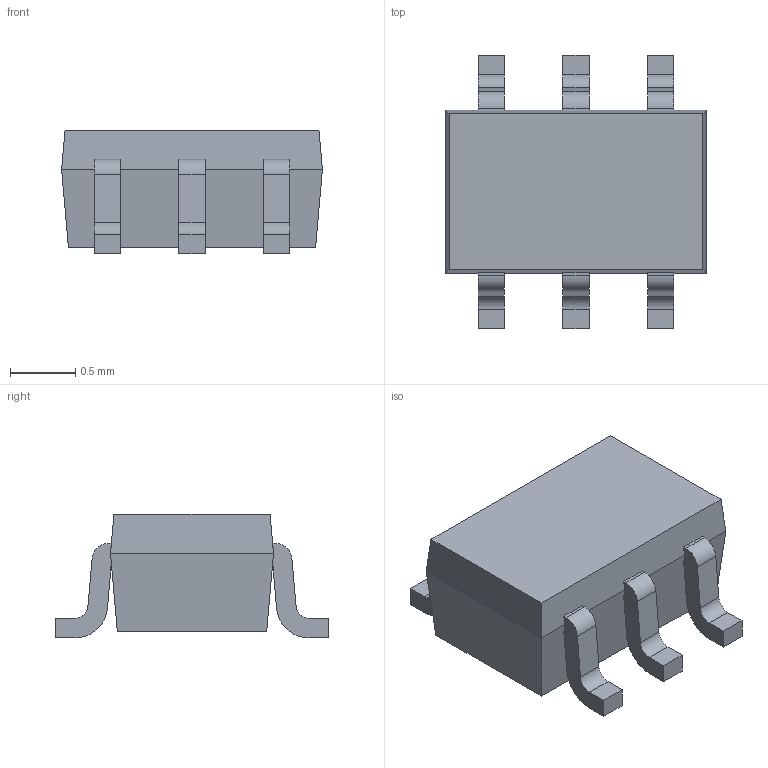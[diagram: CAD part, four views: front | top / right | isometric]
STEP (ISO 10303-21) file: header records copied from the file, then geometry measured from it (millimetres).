
FILE_DESCRIPTION (( 'STEP AP214' ), '1' );
FILE_NAME ('US6.STEP', '2018-02-08T06:38:17', ( 'admin' ), ( 'Microsoft' ), 'SwSTEP 2.0', 'SolidWorks 2015', '' );
FILE_SCHEMA (( 'AUTOMOTIVE_DESIGN' ));
Length unit declared in the file: millimetre
Products named in the file (1): US6
Bounding box: 2 x 2.1 x 0.95 mm (x, y, z)
Volume: 2.3 mm3; surface area: 14.3 mm2
Topology: 7 solids, 7 shells, 88 faces, 218 edges, 144 vertices
Faces by surface type: plane 70, cylinder 18
Entity records: 2674 total; most frequent: CARTESIAN_POINT 451, ORIENTED_EDGE 436, DIRECTION 432, EDGE_CURVE 218, VECTOR 182, LINE 182, VERTEX_POINT 144, AXIS2_PLACEMENT_3D 125
